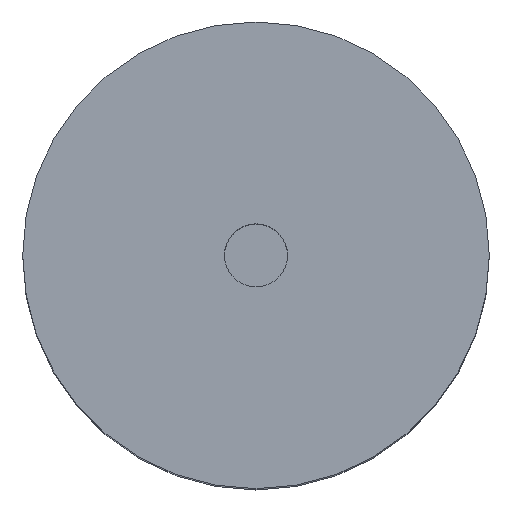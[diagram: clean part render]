
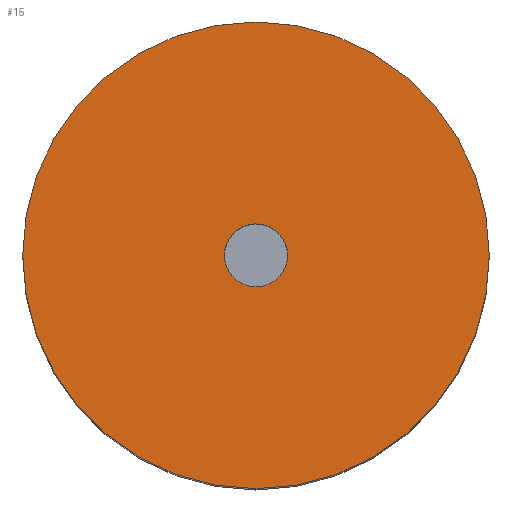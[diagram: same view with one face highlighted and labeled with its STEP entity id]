
A CAD part, top view. The second image highlights one B-rep face of the part: STEP entity #15.
In plain terms, the highlighted planar face has unit normal (0, 0, 1).
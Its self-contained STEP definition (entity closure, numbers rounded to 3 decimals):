
#15 = ADVANCED_FACE ( 'NONE', ( #261, #139 ), #68, .T. ) ;
#51 = DIRECTION ( 'NONE',  ( 0., 0., -1. ) ) ;
#68 = PLANE ( 'NONE',  #636 ) ;
#81 = VERTEX_POINT ( 'NONE', #284 ) ;
#92 = EDGE_LOOP ( 'NONE', ( #633, #620 ) ) ;
#137 = DIRECTION ( 'NONE',  ( 1., 0., 0. ) ) ;
#139 = FACE_BOUND ( 'NONE', #385, .T. ) ;
#142 = VERTEX_POINT ( 'NONE', #768 ) ;
#146 = CARTESIAN_POINT ( 'NONE',  ( 0., 0., 64. ) ) ;
#148 = EDGE_CURVE ( 'NONE', #675, #476, #309, .T. ) ;
#189 = CIRCLE ( 'NONE', #246, 20. ) ;
#228 = CARTESIAN_POINT ( 'NONE',  ( 0., 0., 64. ) ) ;
#238 = CIRCLE ( 'NONE', #267, 2.7 ) ;
#246 = AXIS2_PLACEMENT_3D ( 'NONE', #545, #552, #421 ) ;
#261 = FACE_OUTER_BOUND ( 'NONE', #92, .T. ) ;
#264 = CARTESIAN_POINT ( 'NONE',  ( 20., 0., 64. ) ) ;
#266 = DIRECTION ( 'NONE',  ( 0., 0., -1. ) ) ;
#267 = AXIS2_PLACEMENT_3D ( 'NONE', #228, #51, #479 ) ;
#284 = CARTESIAN_POINT ( 'NONE',  ( -2.7, 0., 64. ) ) ;
#304 = CIRCLE ( 'NONE', #617, 2.7 ) ;
#309 = CIRCLE ( 'NONE', #504, 20. ) ;
#370 = DIRECTION ( 'NONE',  ( 1., 0., 0. ) ) ;
#372 = EDGE_CURVE ( 'NONE', #476, #675, #189, .T. ) ;
#385 = EDGE_LOOP ( 'NONE', ( #572, #759 ) ) ;
#390 = DIRECTION ( 'NONE',  ( 1., 0., 0. ) ) ;
#421 = DIRECTION ( 'NONE',  ( 1., 0., 0. ) ) ;
#442 = DIRECTION ( 'NONE',  ( 0., 0., 1. ) ) ;
#463 = DIRECTION ( 'NONE',  ( 0., 0., 1. ) ) ;
#476 = VERTEX_POINT ( 'NONE', #264 ) ;
#479 = DIRECTION ( 'NONE',  ( 1., 0., 0. ) ) ;
#492 = EDGE_CURVE ( 'NONE', #81, #142, #304, .T. ) ;
#501 = CARTESIAN_POINT ( 'NONE',  ( 0., 0., 64. ) ) ;
#504 = AXIS2_PLACEMENT_3D ( 'NONE', #146, #463, #390 ) ;
#545 = CARTESIAN_POINT ( 'NONE',  ( 0., 0., 64. ) ) ;
#552 = DIRECTION ( 'NONE',  ( 0., 0., 1. ) ) ;
#572 = ORIENTED_EDGE ( 'NONE', *, *, #492, .T. ) ;
#577 = CARTESIAN_POINT ( 'NONE',  ( -20., 0., 64. ) ) ;
#612 = EDGE_CURVE ( 'NONE', #142, #81, #238, .T. ) ;
#617 = AXIS2_PLACEMENT_3D ( 'NONE', #501, #266, #137 ) ;
#618 = CARTESIAN_POINT ( 'NONE',  ( 0., 0., 64. ) ) ;
#620 = ORIENTED_EDGE ( 'NONE', *, *, #372, .T. ) ;
#633 = ORIENTED_EDGE ( 'NONE', *, *, #148, .T. ) ;
#636 = AXIS2_PLACEMENT_3D ( 'NONE', #618, #442, #370 ) ;
#675 = VERTEX_POINT ( 'NONE', #577 ) ;
#759 = ORIENTED_EDGE ( 'NONE', *, *, #612, .T. ) ;
#768 = CARTESIAN_POINT ( 'NONE',  ( 2.7, 0., 64. ) ) ;
